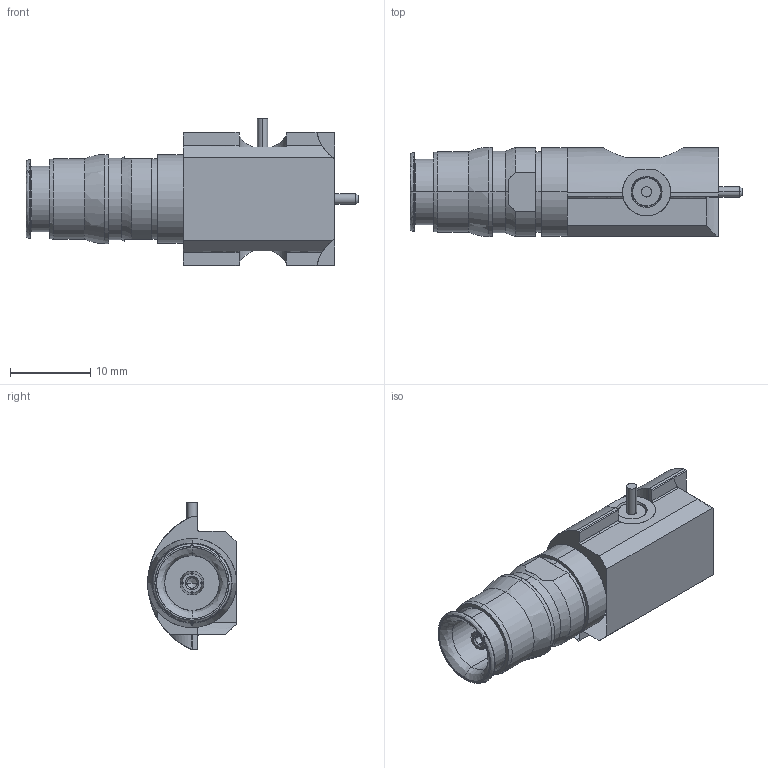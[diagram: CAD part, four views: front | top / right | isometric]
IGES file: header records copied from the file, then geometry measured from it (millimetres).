
Start section: SolidWorks IGES file using analytic representation for surfaces
Global section: file name: R164.428.833.IGS; native system: SolidWorks 2008; preprocessor: SolidWorks 2008; author: gu_g; date: 090722.111318; units: millimetre
Bounding box: 41.4 x 11.1 x 18.45 mm (x, y, z)
Surface area: 2364.6 mm2 (no closed solid volume)
Topology: 0 solids, 0 shells, 190 faces, 2284 edges, 2282 vertices
Faces by surface type: revolution 112, bspline 78
